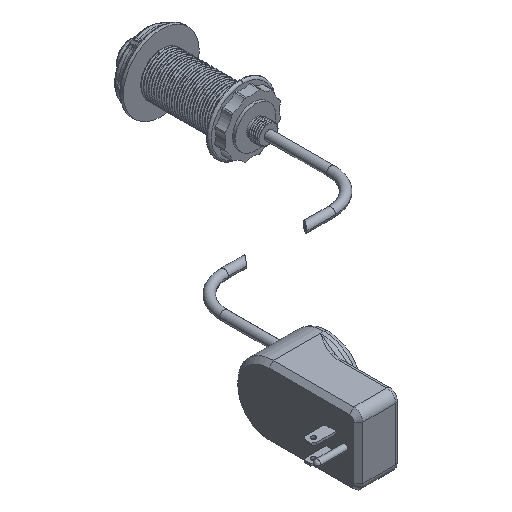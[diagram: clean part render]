
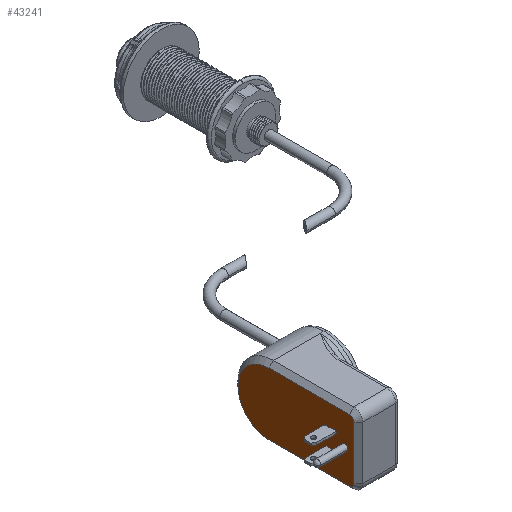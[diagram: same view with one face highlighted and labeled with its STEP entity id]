
A CAD part, isometric view. The second image highlights one B-rep face of the part: STEP entity #43241.
In plain terms, the highlighted planar face has unit normal (-1, 0, 0).
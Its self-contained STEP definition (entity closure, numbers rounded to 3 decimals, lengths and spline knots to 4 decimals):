
#37374=CARTESIAN_POINT('',(-6.533,-9.729,0.));
#37375=DIRECTION('',(-1.,0.,0.));
#37376=DIRECTION('',(0.,0.,1.));
#37377=AXIS2_PLACEMENT_3D('',#37374,#37375,#37376);
#37382=DIRECTION('',(0.,1.,0.));
#37383=VECTOR('',#37382,2.255);
#37384=CARTESIAN_POINT('',(-6.533,-11.984,
0.87));
#37385=LINE('',#37384,#37383);
#37389=CARTESIAN_POINT('',(-6.533,-11.984,0.745));
#37390=DIRECTION('',(-1.,0.,0.));
#37391=DIRECTION('',(0.,-1.,0.));
#37392=AXIS2_PLACEMENT_3D('',#37389,#37390,#37391);
#37397=DIRECTION('',(0.,0.,1.));
#37398=VECTOR('',#37397,1.49);
#37399=CARTESIAN_POINT('',(-6.533,-12.109,
-0.745));
#37400=LINE('',#37399,#37398);
#37404=CARTESIAN_POINT('',(-6.533,-11.984,-0.745));
#37405=DIRECTION('',(-1.,0.,0.));
#37406=DIRECTION('',(0.,0.,-1.));
#37407=AXIS2_PLACEMENT_3D('',#37404,#37405,#37406);
#37412=DIRECTION('',(0.,-1.,0.));
#37413=VECTOR('',#37412,2.255);
#37414=CARTESIAN_POINT('',(-6.533,-9.729,
-0.87));
#37415=LINE('',#37414,#37413);
#37419=DIRECTION('',(0.,1.,0.));
#37420=VECTOR('',#37419,0.32);
#37421=CARTESIAN_POINT('',(-6.533,-11.614,0.282));
#37422=LINE('',#37421,#37420);
#37426=DIRECTION('',(0.,0.,-1.));
#37427=VECTOR('',#37426,0.062);
#37428=CARTESIAN_POINT('',(-6.533,-11.294,0.282));
#37429=LINE('',#37428,#37427);
#37433=DIRECTION('',(0.,-1.,0.));
#37434=VECTOR('',#37433,0.32);
#37435=CARTESIAN_POINT('',(-6.533,-11.294,0.22));
#37436=LINE('',#37435,#37434);
#37440=DIRECTION('',(0.,0.,1.));
#37441=VECTOR('',#37440,0.062);
#37442=CARTESIAN_POINT('',(-6.533,-11.614,0.22));
#37443=LINE('',#37442,#37441);
#37447=DIRECTION('',(0.,1.,0.));
#37448=VECTOR('',#37447,0.25);
#37449=CARTESIAN_POINT('',(-6.533,-11.579,-0.22));
#37450=LINE('',#37449,#37448);
#37454=DIRECTION('',(0.,0.,-1.));
#37455=VECTOR('',#37454,0.062);
#37456=CARTESIAN_POINT('',(-6.533,-11.329,-0.22));
#37457=LINE('',#37456,#37455);
#37461=DIRECTION('',(0.,-1.,0.));
#37462=VECTOR('',#37461,0.25);
#37463=CARTESIAN_POINT('',(-6.533,-11.329,-0.282));
#37464=LINE('',#37463,#37462);
#37468=DIRECTION('',(0.,0.,1.));
#37469=VECTOR('',#37468,0.062);
#37470=CARTESIAN_POINT('',(-6.533,-11.579,-0.282));
#37471=LINE('',#37470,#37469);
#37475=CARTESIAN_POINT('',(-6.533,-11.849,0.));
#37476=DIRECTION('',(-1.,0.,0.));
#37477=DIRECTION('',(0.,-1.,0.));
#37478=AXIS2_PLACEMENT_3D('',#37475,#37476,#37477);
#37483=CARTESIAN_POINT('',(-6.533,-11.849,0.));
#37484=DIRECTION('',(-1.,0.,0.));
#37485=DIRECTION('',(0.,1.,0.));
#37486=AXIS2_PLACEMENT_3D('',#37483,#37484,#37485);
#41491=CARTESIAN_POINT('',(-6.533,-11.614,0.282));
#41492=CARTESIAN_POINT('',(-6.533,-11.294,0.282));
#41493=VERTEX_POINT('',#41491);
#41494=VERTEX_POINT('',#41492);
#41495=CARTESIAN_POINT('',(-6.533,-11.294,0.22));
#41496=VERTEX_POINT('',#41495);
#41497=CARTESIAN_POINT('',(-6.533,-11.614,0.22));
#41498=VERTEX_POINT('',#41497);
#41499=CARTESIAN_POINT('',(-6.533,-11.579,-0.22));
#41500=CARTESIAN_POINT('',(-6.533,-11.329,-0.22));
#41501=VERTEX_POINT('',#41499);
#41502=VERTEX_POINT('',#41500);
#41503=CARTESIAN_POINT('',(-6.533,-11.329,-0.282));
#41504=VERTEX_POINT('',#41503);
#41505=CARTESIAN_POINT('',(-6.533,-11.579,-0.282));
#41506=VERTEX_POINT('',#41505);
#41513=CARTESIAN_POINT('',(-6.533,-11.939,0.));
#41514=CARTESIAN_POINT('',(-6.533,-11.759,0.));
#41515=VERTEX_POINT('',#41513);
#41516=VERTEX_POINT('',#41514);
#41599=CARTESIAN_POINT('',(-6.533,-9.729,0.87));
#41600=CARTESIAN_POINT('',(-6.533,-9.729,-0.87));
#41601=VERTEX_POINT('',#41599);
#41602=VERTEX_POINT('',#41600);
#41607=CARTESIAN_POINT('',(-6.533,-11.984,
-0.87));
#41608=VERTEX_POINT('',#41607);
#41611=CARTESIAN_POINT('',(-6.533,-12.109,-0.745));
#41612=VERTEX_POINT('',#41611);
#41615=CARTESIAN_POINT('',(-6.533,-12.109,
0.745));
#41616=VERTEX_POINT('',#41615);
#41619=CARTESIAN_POINT('',(-6.533,-11.984,0.87));
#41620=VERTEX_POINT('',#41619);
#43197=CARTESIAN_POINT('',(-6.533,-12.234,0.));
#43198=DIRECTION('',(-1.,0.,0.));
#43199=DIRECTION('',(0.,0.,-1.));
#43200=AXIS2_PLACEMENT_3D('',#43197,#43198,#43199);
#43201=PLANE('',#43200);
#43203=ORIENTED_EDGE('',*,*,#43202,.F.);
#43204=ORIENTED_EDGE('',*,*,#43175,.F.);
#43206=ORIENTED_EDGE('',*,*,#43205,.F.);
#43208=ORIENTED_EDGE('',*,*,#43207,.F.);
#43210=ORIENTED_EDGE('',*,*,#43209,.F.);
#43212=ORIENTED_EDGE('',*,*,#43211,.F.);
#43213=EDGE_LOOP('',(#43203,#43204,#43206,#43208,#43210,#43212));
#43214=FACE_OUTER_BOUND('',#43213,.F.);
#43216=ORIENTED_EDGE('',*,*,#43215,.T.);
#43218=ORIENTED_EDGE('',*,*,#43217,.T.);
#43220=ORIENTED_EDGE('',*,*,#43219,.T.);
#43222=ORIENTED_EDGE('',*,*,#43221,.T.);
#43223=EDGE_LOOP('',(#43216,#43218,#43220,#43222));
#43224=FACE_BOUND('',#43223,.F.);
#43226=ORIENTED_EDGE('',*,*,#43225,.T.);
#43228=ORIENTED_EDGE('',*,*,#43227,.T.);
#43230=ORIENTED_EDGE('',*,*,#43229,.T.);
#43232=ORIENTED_EDGE('',*,*,#43231,.T.);
#43233=EDGE_LOOP('',(#43226,#43228,#43230,#43232));
#43234=FACE_BOUND('',#43233,.F.);
#43236=ORIENTED_EDGE('',*,*,#43235,.T.);
#43238=ORIENTED_EDGE('',*,*,#43237,.T.);
#43239=EDGE_LOOP('',(#43236,#43238));
#43240=FACE_BOUND('',#43239,.F.);
#37378=CIRCLE('',#37377,0.87);
#37393=CIRCLE('',#37392,0.125);
#37408=CIRCLE('',#37407,0.125);
#37479=CIRCLE('',#37478,0.09);
#37487=CIRCLE('',#37486,0.09);
#43175=EDGE_CURVE('',#41620,#41601,#37385,.T.);
#43202=EDGE_CURVE('',#41601,#41602,#37378,.T.);
#43205=EDGE_CURVE('',#41616,#41620,#37393,.T.);
#43207=EDGE_CURVE('',#41612,#41616,#37400,.T.);
#43209=EDGE_CURVE('',#41608,#41612,#37408,.T.);
#43211=EDGE_CURVE('',#41602,#41608,#37415,.T.);
#43215=EDGE_CURVE('',#41493,#41494,#37422,.T.);
#43217=EDGE_CURVE('',#41494,#41496,#37429,.T.);
#43219=EDGE_CURVE('',#41496,#41498,#37436,.T.);
#43221=EDGE_CURVE('',#41498,#41493,#37443,.T.);
#43225=EDGE_CURVE('',#41501,#41502,#37450,.T.);
#43227=EDGE_CURVE('',#41502,#41504,#37457,.T.);
#43229=EDGE_CURVE('',#41504,#41506,#37464,.T.);
#43231=EDGE_CURVE('',#41506,#41501,#37471,.T.);
#43235=EDGE_CURVE('',#41515,#41516,#37479,.T.);
#43237=EDGE_CURVE('',#41516,#41515,#37487,.T.);
#43241=ADVANCED_FACE('',(#43214,#43224,#43234,#43240),#43201,.T.);
